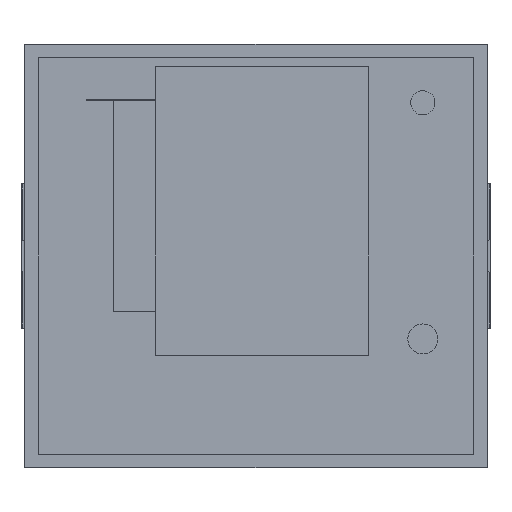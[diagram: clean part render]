
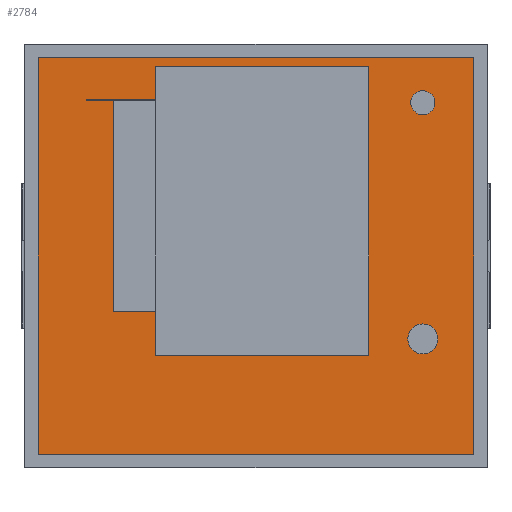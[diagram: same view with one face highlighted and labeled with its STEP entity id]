
A CAD part, front view. The second image highlights one B-rep face of the part: STEP entity #2784.
In plain terms, the highlighted planar face has unit normal (0, -1, 0).
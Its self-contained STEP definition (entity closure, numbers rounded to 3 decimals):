
#54=FACE_BOUND('',#326,.T.);
#55=FACE_BOUND('',#327,.T.);
#56=FACE_BOUND('',#328,.T.);
#66=CIRCLE('',#2988,25.);
#68=CIRCLE('',#2992,20.);
#150=FACE_OUTER_BOUND('',#325,.T.);
#325=EDGE_LOOP('',(#1907,#1908,#1909,#1910));
#326=EDGE_LOOP('',(#1911,#1912,#1913,#1914));
#327=EDGE_LOOP('',(#1915));
#328=EDGE_LOOP('',(#1916));
#491=LINE('',#3987,#837);
#495=LINE('',#3995,#841);
#498=LINE('',#4001,#844);
#501=LINE('',#4006,#847);
#519=LINE('',#4055,#865);
#522=LINE('',#4061,#868);
#525=LINE('',#4067,#871);
#528=LINE('',#4071,#874);
#837=VECTOR('',#3203,10.);
#841=VECTOR('',#3209,10.);
#844=VECTOR('',#3214,10.);
#847=VECTOR('',#3219,10.);
#865=VECTOR('',#3267,10.);
#868=VECTOR('',#3272,10.);
#871=VECTOR('',#3277,10.);
#874=VECTOR('',#3282,10.);
#1183=VERTEX_POINT('',#3985);
#1184=VERTEX_POINT('',#3986);
#1187=VERTEX_POINT('',#3994);
#1189=VERTEX_POINT('',#4000);
#1192=VERTEX_POINT('',#4012);
#1194=VERTEX_POINT('',#4019);
#1205=VERTEX_POINT('',#4052);
#1206=VERTEX_POINT('',#4054);
#1208=VERTEX_POINT('',#4060);
#1210=VERTEX_POINT('',#4066);
#1443=EDGE_CURVE('',#1183,#1184,#491,.T.);
#1447=EDGE_CURVE('',#1184,#1187,#495,.T.);
#1450=EDGE_CURVE('',#1187,#1189,#498,.T.);
#1453=EDGE_CURVE('',#1189,#1183,#501,.T.);
#1457=EDGE_CURVE('',#1192,#1192,#66,.T.);
#1460=EDGE_CURVE('',#1194,#1194,#68,.T.);
#1475=EDGE_CURVE('',#1206,#1205,#519,.T.);
#1478=EDGE_CURVE('',#1208,#1206,#522,.T.);
#1481=EDGE_CURVE('',#1210,#1208,#525,.T.);
#1484=EDGE_CURVE('',#1205,#1210,#528,.T.);
#1907=ORIENTED_EDGE('',*,*,#1484,.T.);
#1908=ORIENTED_EDGE('',*,*,#1481,.T.);
#1909=ORIENTED_EDGE('',*,*,#1478,.T.);
#1910=ORIENTED_EDGE('',*,*,#1475,.T.);
#1911=ORIENTED_EDGE('',*,*,#1443,.T.);
#1912=ORIENTED_EDGE('',*,*,#1447,.T.);
#1913=ORIENTED_EDGE('',*,*,#1450,.T.);
#1914=ORIENTED_EDGE('',*,*,#1453,.T.);
#1915=ORIENTED_EDGE('',*,*,#1457,.T.);
#1916=ORIENTED_EDGE('',*,*,#1460,.T.);
#2630=PLANE('',#3004);
#2784=ADVANCED_FACE('',(#150,#54,#55,#56),#2630,.T.);
#2988=AXIS2_PLACEMENT_3D('',#4014,#3228,#3229);
#2992=AXIS2_PLACEMENT_3D('',#4021,#3237,#3238);
#3004=AXIS2_PLACEMENT_3D('',#4073,#3285,#3286);
#3203=DIRECTION('',(-1.,0.,0.));
#3209=DIRECTION('',(0.,0.,1.));
#3214=DIRECTION('',(1.,0.,0.));
#3219=DIRECTION('',(0.,0.,-1.));
#3228=DIRECTION('center_axis',(0.,1.,0.));
#3229=DIRECTION('ref_axis',(1.,0.,0.));
#3237=DIRECTION('center_axis',(0.,1.,0.));
#3238=DIRECTION('ref_axis',(1.,0.,0.));
#3267=DIRECTION('',(0.,0.,-1.));
#3272=DIRECTION('',(-1.,0.,0.));
#3277=DIRECTION('',(0.,0.,1.));
#3282=DIRECTION('',(1.,0.,0.));
#3285=DIRECTION('center_axis',(0.,-1.,0.));
#3286=DIRECTION('ref_axis',(0.,0.,-1.));
#3985=CARTESIAN_POINT('',(187.5,-370.,-165.));
#3986=CARTESIAN_POINT('',(-167.5,-370.,-165.));
#3987=CARTESIAN_POINT('',(-83.75,-370.,-165.));
#3994=CARTESIAN_POINT('',(-167.5,-370.,315.));
#3995=CARTESIAN_POINT('',(-167.5,-370.,157.5));
#4000=CARTESIAN_POINT('',(187.5,-370.,315.));
#4001=CARTESIAN_POINT('',(93.75,-370.,315.));
#4006=CARTESIAN_POINT('',(187.5,-370.,-82.5));
#4012=CARTESIAN_POINT('',(252.5,-370.,-138.));
#4014=CARTESIAN_POINT('Origin',(277.5,-370.,-138.));
#4019=CARTESIAN_POINT('',(257.5,-370.,255.));
#4021=CARTESIAN_POINT('Origin',(277.5,-370.,255.));
#4052=CARTESIAN_POINT('',(-362.5,-370.,-330.));
#4054=CARTESIAN_POINT('',(-362.5,-370.,330.));
#4055=CARTESIAN_POINT('',(-362.5,-370.,-330.));
#4060=CARTESIAN_POINT('',(362.5,-370.,330.));
#4061=CARTESIAN_POINT('',(-362.5,-370.,330.));
#4066=CARTESIAN_POINT('',(362.5,-370.,-330.));
#4067=CARTESIAN_POINT('',(362.5,-370.,330.));
#4071=CARTESIAN_POINT('',(362.5,-370.,-330.));
#4073=CARTESIAN_POINT('Origin',(0.,-370.,0.));
